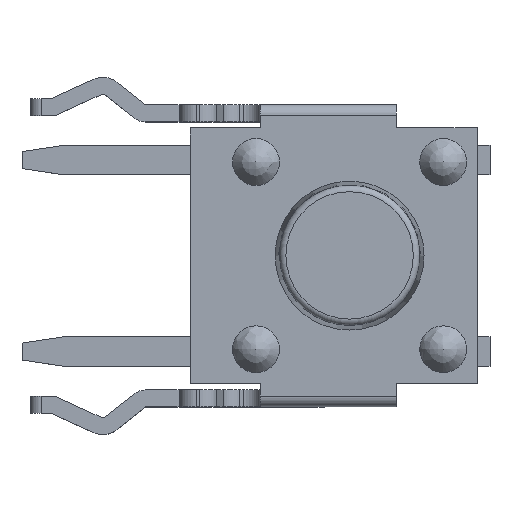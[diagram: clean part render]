
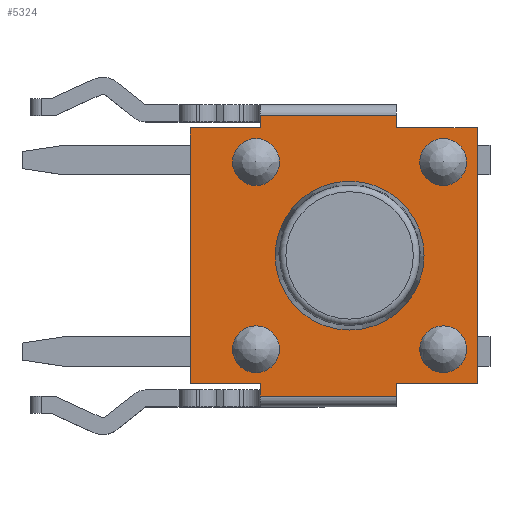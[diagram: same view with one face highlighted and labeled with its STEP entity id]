
A CAD part, top view. The second image highlights one B-rep face of the part: STEP entity #5324.
In plain terms, the highlighted planar face has unit normal (0, 0, 1).
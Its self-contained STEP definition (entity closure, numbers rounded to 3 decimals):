
#520=LINE('',#8563,#1088);
#546=LINE('',#8635,#1114);
#552=LINE('',#8648,#1120);
#553=LINE('',#8653,#1121);
#554=LINE('',#8657,#1122);
#635=LINE('',#8873,#1203);
#636=LINE('',#8875,#1204);
#637=LINE('',#8876,#1205);
#638=LINE('',#8878,#1206);
#639=LINE('',#8880,#1207);
#640=LINE('',#8882,#1208);
#641=LINE('',#8883,#1209);
#1088=VECTOR('',#6819,10.);
#1114=VECTOR('',#6881,10.);
#1120=VECTOR('',#6891,10.);
#1121=VECTOR('',#6896,10.);
#1122=VECTOR('',#6901,10.);
#1203=VECTOR('',#7112,10.);
#1204=VECTOR('',#7113,10.);
#1205=VECTOR('',#7114,10.);
#1206=VECTOR('',#7115,10.);
#1207=VECTOR('',#7116,10.);
#1208=VECTOR('',#7117,10.);
#1209=VECTOR('',#7118,10.);
#1383=FACE_BOUND('',#1912,.T.);
#1384=FACE_BOUND('',#1913,.T.);
#1385=FACE_BOUND('',#1914,.T.);
#1386=FACE_BOUND('',#1915,.T.);
#1387=FACE_BOUND('',#1916,.T.);
#1601=FACE_OUTER_BOUND('',#1911,.T.);
#1911=EDGE_LOOP('',(#4563,#4564,#4565,#4566,#4567,#4568,#4569,#4570,#4571,
#4572,#4573,#4574));
#1912=EDGE_LOOP('',(#4575));
#1913=EDGE_LOOP('',(#4576));
#1914=EDGE_LOOP('',(#4577));
#1915=EDGE_LOOP('',(#4578));
#1916=EDGE_LOOP('',(#4579));
#2116=CIRCLE('',#5828,1.75);
#2117=CIRCLE('',#5829,0.375);
#2118=CIRCLE('',#5830,0.375);
#2119=CIRCLE('',#5831,0.375);
#2120=CIRCLE('',#5832,0.375);
#2477=VERTEX_POINT('',#8560);
#2478=VERTEX_POINT('',#8562);
#2506=VERTEX_POINT('',#8633);
#2511=VERTEX_POINT('',#8646);
#2512=VERTEX_POINT('',#8650);
#2513=VERTEX_POINT('',#8652);
#2514=VERTEX_POINT('',#8656);
#2580=VERTEX_POINT('',#8872);
#2581=VERTEX_POINT('',#8874);
#2582=VERTEX_POINT('',#8877);
#2583=VERTEX_POINT('',#8879);
#2584=VERTEX_POINT('',#8881);
#2585=VERTEX_POINT('',#8884);
#2586=VERTEX_POINT('',#8886);
#2587=VERTEX_POINT('',#8888);
#2588=VERTEX_POINT('',#8890);
#2589=VERTEX_POINT('',#8892);
#3115=EDGE_CURVE('',#2477,#2478,#520,.T.);
#3152=EDGE_CURVE('',#2506,#2477,#546,.T.);
#3159=EDGE_CURVE('',#2511,#2506,#552,.T.);
#3161=EDGE_CURVE('',#2512,#2513,#553,.T.);
#3163=EDGE_CURVE('',#2513,#2514,#554,.T.);
#3270=EDGE_CURVE('',#2580,#2511,#635,.T.);
#3271=EDGE_CURVE('',#2581,#2580,#636,.T.);
#3272=EDGE_CURVE('',#2514,#2581,#637,.T.);
#3273=EDGE_CURVE('',#2512,#2582,#638,.T.);
#3274=EDGE_CURVE('',#2583,#2582,#639,.T.);
#3275=EDGE_CURVE('',#2584,#2583,#640,.T.);
#3276=EDGE_CURVE('',#2478,#2584,#641,.T.);
#3277=EDGE_CURVE('',#2585,#2585,#2116,.T.);
#3278=EDGE_CURVE('',#2586,#2586,#2117,.T.);
#3279=EDGE_CURVE('',#2587,#2587,#2118,.T.);
#3280=EDGE_CURVE('',#2588,#2588,#2119,.T.);
#3281=EDGE_CURVE('',#2589,#2589,#2120,.T.);
#4563=ORIENTED_EDGE('',*,*,#3152,.F.);
#4564=ORIENTED_EDGE('',*,*,#3159,.F.);
#4565=ORIENTED_EDGE('',*,*,#3270,.F.);
#4566=ORIENTED_EDGE('',*,*,#3271,.F.);
#4567=ORIENTED_EDGE('',*,*,#3272,.F.);
#4568=ORIENTED_EDGE('',*,*,#3163,.F.);
#4569=ORIENTED_EDGE('',*,*,#3161,.F.);
#4570=ORIENTED_EDGE('',*,*,#3273,.T.);
#4571=ORIENTED_EDGE('',*,*,#3274,.F.);
#4572=ORIENTED_EDGE('',*,*,#3275,.F.);
#4573=ORIENTED_EDGE('',*,*,#3276,.F.);
#4574=ORIENTED_EDGE('',*,*,#3115,.F.);
#4575=ORIENTED_EDGE('',*,*,#3277,.T.);
#4576=ORIENTED_EDGE('',*,*,#3278,.T.);
#4577=ORIENTED_EDGE('',*,*,#3279,.T.);
#4578=ORIENTED_EDGE('',*,*,#3280,.T.);
#4579=ORIENTED_EDGE('',*,*,#3281,.T.);
#5070=PLANE('',#5827);
#5324=ADVANCED_FACE('',(#1601,#1383,#1384,#1385,#1386,#1387),#5070,.T.);
#5827=AXIS2_PLACEMENT_3D('',#8871,#7110,#7111);
#5828=AXIS2_PLACEMENT_3D('',#8885,#7119,#7120);
#5829=AXIS2_PLACEMENT_3D('',#8887,#7121,#7122);
#5830=AXIS2_PLACEMENT_3D('',#8889,#7123,#7124);
#5831=AXIS2_PLACEMENT_3D('',#8891,#7125,#7126);
#5832=AXIS2_PLACEMENT_3D('',#8893,#7127,#7128);
#6819=DIRECTION('',(0.,1.,0.));
#6881=DIRECTION('',(-1.,0.,0.));
#6891=DIRECTION('',(0.,-1.,0.));
#6896=DIRECTION('',(1.,0.,0.));
#6901=DIRECTION('',(0.,-1.,0.));
#7110=DIRECTION('center_axis',(0.,0.,1.));
#7111=DIRECTION('ref_axis',(1.,0.,0.));
#7112=DIRECTION('',(-1.,0.,0.));
#7113=DIRECTION('',(0.,-1.,0.));
#7114=DIRECTION('',(1.,0.,0.));
#7115=DIRECTION('',(0.,-1.,0.));
#7116=DIRECTION('',(1.,0.,0.));
#7117=DIRECTION('',(0.,1.,0.));
#7118=DIRECTION('',(-1.,0.,0.));
#7119=DIRECTION('center_axis',(0.,0.,-1.));
#7120=DIRECTION('ref_axis',(-1.,0.,0.));
#7121=DIRECTION('center_axis',(0.,0.,-1.));
#7122=DIRECTION('ref_axis',(-1.,0.,0.));
#7123=DIRECTION('center_axis',(0.,0.,-1.));
#7124=DIRECTION('ref_axis',(-1.,0.,0.));
#7125=DIRECTION('center_axis',(0.,0.,-1.));
#7126=DIRECTION('ref_axis',(-1.,0.,0.));
#7127=DIRECTION('center_axis',(0.,0.,-1.));
#7128=DIRECTION('ref_axis',(-1.,0.,0.));
#8560=CARTESIAN_POINT('',(-2.1,-3.3,0.4));
#8562=CARTESIAN_POINT('',(-2.1,-3.,0.4));
#8563=CARTESIAN_POINT('',(-2.1,-3.55,0.4));
#8633=CARTESIAN_POINT('',(1.1,-3.3,0.4));
#8635=CARTESIAN_POINT('',(0.358,-3.3,0.4));
#8646=CARTESIAN_POINT('',(1.1,-3.,0.4));
#8648=CARTESIAN_POINT('',(1.1,-3.,0.4));
#8650=CARTESIAN_POINT('',(-2.1,3.3,0.4));
#8652=CARTESIAN_POINT('',(1.1,3.3,0.4));
#8653=CARTESIAN_POINT('',(-1.242,3.3,0.4));
#8656=CARTESIAN_POINT('',(1.1,3.,0.4));
#8657=CARTESIAN_POINT('',(1.1,3.55,0.4));
#8871=CARTESIAN_POINT('Origin',(-0.385,0.,
0.4));
#8872=CARTESIAN_POINT('',(3.,-3.,0.4));
#8873=CARTESIAN_POINT('',(3.,-3.,0.4));
#8874=CARTESIAN_POINT('',(3.,3.,0.4));
#8875=CARTESIAN_POINT('',(3.,3.,0.4));
#8876=CARTESIAN_POINT('',(1.1,3.,0.4));
#8877=CARTESIAN_POINT('',(-2.1,3.,0.4));
#8878=CARTESIAN_POINT('',(-2.1,3.55,0.4));
#8879=CARTESIAN_POINT('',(-3.75,3.,0.4));
#8880=CARTESIAN_POINT('',(-3.75,3.,0.4));
#8881=CARTESIAN_POINT('',(-3.75,-3.,0.4));
#8882=CARTESIAN_POINT('',(-3.75,-3.,0.4));
#8883=CARTESIAN_POINT('',(-2.1,-3.,0.4));
#8884=CARTESIAN_POINT('',(1.75,0.,0.4));
#8885=CARTESIAN_POINT('Origin',(0.,0.,0.4));
#8886=CARTESIAN_POINT('',(-1.825,2.2,0.4));
#8887=CARTESIAN_POINT('Origin',(-2.2,2.2,0.4));
#8888=CARTESIAN_POINT('',(-1.825,-2.2,0.4));
#8889=CARTESIAN_POINT('Origin',(-2.2,-2.2,0.4));
#8890=CARTESIAN_POINT('',(2.575,2.2,0.4));
#8891=CARTESIAN_POINT('Origin',(2.2,2.2,0.4));
#8892=CARTESIAN_POINT('',(2.575,-2.2,0.4));
#8893=CARTESIAN_POINT('Origin',(2.2,-2.2,0.4));
